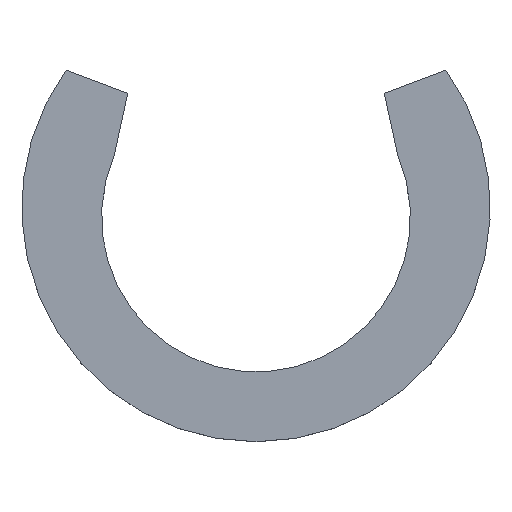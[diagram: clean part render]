
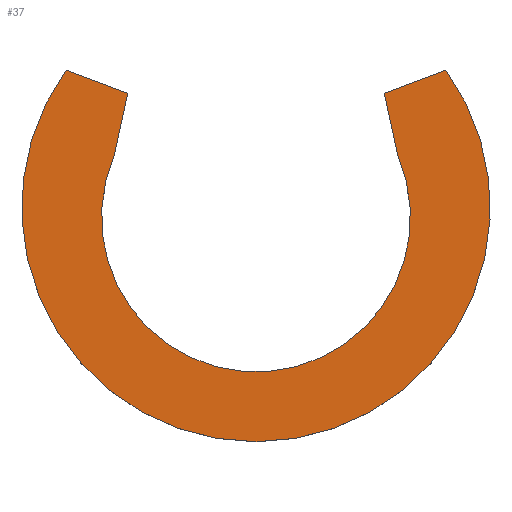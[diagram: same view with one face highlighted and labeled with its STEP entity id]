
A CAD part, top view. The second image highlights one B-rep face of the part: STEP entity #37.
In plain terms, the highlighted planar face has unit normal (0, 0, 1).
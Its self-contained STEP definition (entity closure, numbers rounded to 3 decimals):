
#37=ADVANCED_FACE('',(#51),#45,.F.);
#45=PLANE('',#188);
#51=FACE_OUTER_BOUND('',#59,.T.);
#59=EDGE_LOOP('',(#71,#72,#73,#74,#75,#76));
#67=CIRCLE('',#186,2.545);
#68=CIRCLE('',#187,3.86);
#71=ORIENTED_EDGE('',*,*,#119,.F.);
#72=ORIENTED_EDGE('',*,*,#120,.F.);
#73=ORIENTED_EDGE('',*,*,#121,.F.);
#74=ORIENTED_EDGE('',*,*,#122,.F.);
#75=ORIENTED_EDGE('',*,*,#123,.F.);
#76=ORIENTED_EDGE('',*,*,#124,.F.);
#107=VERTEX_POINT('',#247);
#108=VERTEX_POINT('',#248);
#109=VERTEX_POINT('',#250);
#110=VERTEX_POINT('',#252);
#111=VERTEX_POINT('',#254);
#112=VERTEX_POINT('',#256);
#119=EDGE_CURVE('',#107,#108,#137,.T.);
#120=EDGE_CURVE('',#109,#107,#138,.T.);
#121=EDGE_CURVE('',#110,#109,#67,.T.);
#122=EDGE_CURVE('',#111,#110,#139,.T.);
#123=EDGE_CURVE('',#112,#111,#140,.T.);
#124=EDGE_CURVE('',#108,#112,#68,.T.);
#137=LINE('',#246,#151);
#138=LINE('',#249,#152);
#139=LINE('',#253,#153);
#140=LINE('',#255,#154);
#151=VECTOR('',#204,1.);
#152=VECTOR('',#205,1.);
#153=VECTOR('',#208,1.);
#154=VECTOR('',#209,1.);
#186=AXIS2_PLACEMENT_3D('',#251,#206,#207);
#187=AXIS2_PLACEMENT_3D('',#257,#210,#211);
#188=AXIS2_PLACEMENT_3D('',#258,#212,#213);
#204=DIRECTION('',(0.937,0.35,0.));
#205=DIRECTION('',(-0.213,0.977,0.));
#206=DIRECTION('',(0.,0.,1.));
#207=DIRECTION('',(-0.92,0.393,0.));
#208=DIRECTION('',(-0.213,-0.977,0.));
#209=DIRECTION('',(0.937,-0.35,0.));
#210=DIRECTION('',(0.,0.,-1.));
#211=DIRECTION('',(0.811,0.585,0.));
#212=DIRECTION('',(0.,0.,-1.));
#213=DIRECTION('',(0.,-1.,0.));
#246=CARTESIAN_POINT('',(2.113,2.045,0.));
#247=CARTESIAN_POINT('',(2.113,2.045,0.));
#248=CARTESIAN_POINT('',(3.129,2.425,0.));
#249=CARTESIAN_POINT('',(2.34,1.,0.));
#250=CARTESIAN_POINT('',(2.34,1.,0.));
#251=CARTESIAN_POINT('',(0.,0.,0.));
#252=CARTESIAN_POINT('',(-2.34,1.,0.));
#253=CARTESIAN_POINT('',(-2.113,2.045,0.));
#254=CARTESIAN_POINT('',(-2.113,2.045,0.));
#255=CARTESIAN_POINT('',(-3.129,2.425,0.));
#256=CARTESIAN_POINT('',(-3.129,2.425,0.));
#257=CARTESIAN_POINT('',(0.,0.165,0.));
#258=CARTESIAN_POINT('',(0.,0.,0.));
